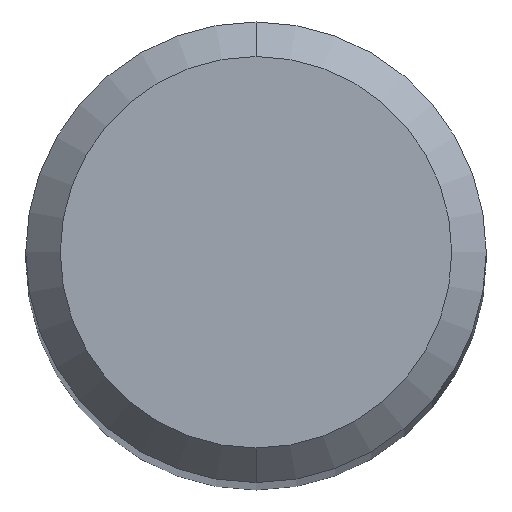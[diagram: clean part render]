
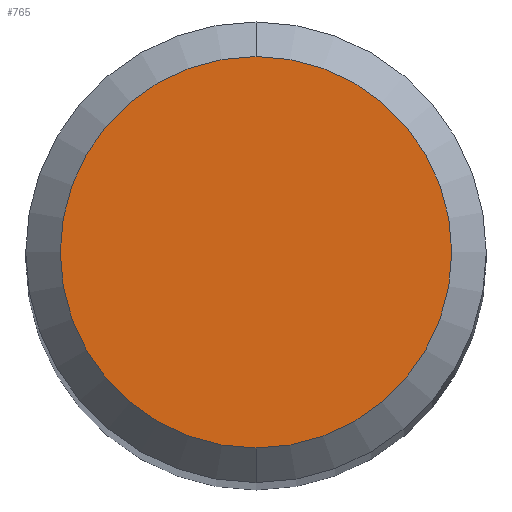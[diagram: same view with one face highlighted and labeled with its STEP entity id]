
A CAD part, top view. The second image highlights one B-rep face of the part: STEP entity #765.
In plain terms, the highlighted planar face has unit normal (0, 0, 1).
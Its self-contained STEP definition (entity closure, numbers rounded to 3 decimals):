
#667=VERTEX_POINT('',#1492);
#729=VERTEX_POINT('',#1560);
#765=ADVANCED_FACE('',(#1604),#1605,.T.);
#771=EDGE_CURVE('',#667,#729,#1611,.T.);
#1021=EDGE_CURVE('',#729,#667,#1882,.T.);
#1492=CARTESIAN_POINT('',(0.,-1.7,0.0));
#1560=CARTESIAN_POINT('',(0.0,1.7,0.0));
#1604=FACE_OUTER_BOUND('',#3784,.T.);
#1605=PLANE('',#3785);
#1611=CIRCLE('',#3793,1.7);
#1882=CIRCLE('',#4987,1.7);
#3784=EDGE_LOOP('',(#6133,#6134));
#3785=AXIS2_PLACEMENT_3D('',#6135,#6136,#6137);
#3793=AXIS2_PLACEMENT_3D('',#6141,#6142,#6143);
#4987=AXIS2_PLACEMENT_3D('',#6368,#6369,#6370);
#6133=ORIENTED_EDGE('',*,*,#1021,.F.);
#6134=ORIENTED_EDGE('',*,*,#771,.F.);
#6135=CARTESIAN_POINT('',(0.0,0.85,0.0));
#6136=DIRECTION('',(-0.0,0.0,1.0));
#6137=DIRECTION('',(0.0,-1.0,0.0));
#6141=CARTESIAN_POINT('',(0.0,0.0,0.0));
#6142=DIRECTION('',(0.0,0.0,-1.0));
#6143=DIRECTION('',(0.0,1.0,0.0));
#6368=CARTESIAN_POINT('',(0.0,0.0,0.0));
#6369=DIRECTION('',(0.0,0.0,-1.0));
#6370=DIRECTION('',(0.0,1.0,0.0));
